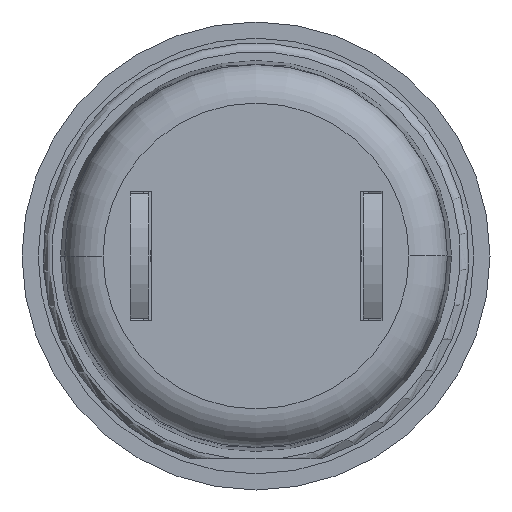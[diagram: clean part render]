
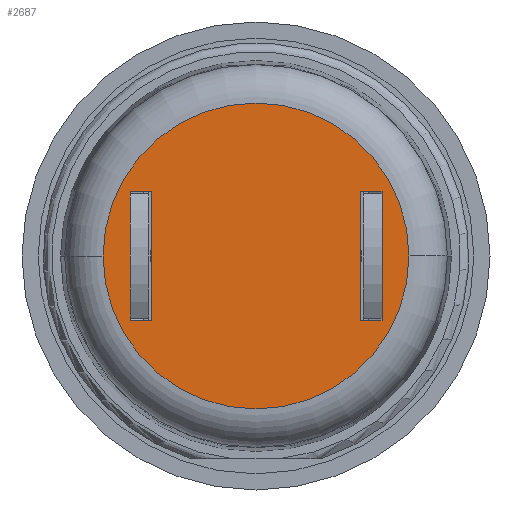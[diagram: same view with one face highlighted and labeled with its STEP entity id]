
A CAD part, front view. The second image highlights one B-rep face of the part: STEP entity #2687.
In plain terms, the highlighted planar face has unit normal (0, -1, 0).
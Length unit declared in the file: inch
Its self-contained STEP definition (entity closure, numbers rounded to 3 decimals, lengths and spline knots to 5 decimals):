
#2467=CARTESIAN_POINT('',(0.,-0.425,0.));
#2468=DIRECTION('',(0.,1.,0.));
#2469=DIRECTION('',(1.,0.,0.));
#2470=AXIS2_PLACEMENT_3D('',#2467,#2468,#2469);
#2472=CARTESIAN_POINT('',(0.,-0.425,0.));
#2473=DIRECTION('',(0.,1.,0.));
#2474=DIRECTION('',(-1.,0.,0.));
#2475=AXIS2_PLACEMENT_3D('',#2472,#2473,#2474);
#2477=DIRECTION('',(-1.,0.,0.));
#2478=VECTOR('',#2477,0.017);
#2479=CARTESIAN_POINT('',(0.1015,-0.425,0.052));
#2480=LINE('',#2479,#2478);
#2481=DIRECTION('',(0.,0.,-1.));
#2482=VECTOR('',#2481,0.104);
#2483=CARTESIAN_POINT('',(0.0845,-0.425,0.052));
#2484=LINE('',#2483,#2482);
#2485=DIRECTION('',(1.,0.,0.));
#2486=VECTOR('',#2485,0.017);
#2487=CARTESIAN_POINT('',(0.0845,-0.425,-0.052));
#2488=LINE('',#2487,#2486);
#2489=DIRECTION('',(0.,0.,1.));
#2490=VECTOR('',#2489,0.104);
#2491=CARTESIAN_POINT('',(0.1015,-0.425,-0.052));
#2492=LINE('',#2491,#2490);
#2493=DIRECTION('',(0.,0.,-1.));
#2494=VECTOR('',#2493,0.104);
#2495=CARTESIAN_POINT('',(-0.1015,-0.425,0.052));
#2496=LINE('',#2495,#2494);
#2497=DIRECTION('',(1.,0.,0.));
#2498=VECTOR('',#2497,0.017);
#2499=CARTESIAN_POINT('',(-0.1015,-0.425,-0.052));
#2500=LINE('',#2499,#2498);
#2501=DIRECTION('',(0.,0.,1.));
#2502=VECTOR('',#2501,0.104);
#2503=CARTESIAN_POINT('',(-0.0845,-0.425,-0.052));
#2504=LINE('',#2503,#2502);
#2505=DIRECTION('',(-1.,0.,0.));
#2506=VECTOR('',#2505,0.017);
#2507=CARTESIAN_POINT('',(-0.0845,-0.425,0.052));
#2508=LINE('',#2507,#2506);
#2624=CARTESIAN_POINT('',(0.1232,-0.425,0.));
#2625=CARTESIAN_POINT('',(-0.1232,-0.425,0.));
#2626=VERTEX_POINT('',#2624);
#2627=VERTEX_POINT('',#2625);
#2628=CARTESIAN_POINT('',(0.1015,-0.425,0.052));
#2629=CARTESIAN_POINT('',(0.0845,-0.425,0.052));
#2630=VERTEX_POINT('',#2628);
#2631=VERTEX_POINT('',#2629);
#2632=CARTESIAN_POINT('',(0.0845,-0.425,-0.052));
#2633=VERTEX_POINT('',#2632);
#2634=CARTESIAN_POINT('',(0.1015,-0.425,-0.052));
#2635=VERTEX_POINT('',#2634);
#2636=CARTESIAN_POINT('',(-0.1015,-0.425,0.052));
#2637=CARTESIAN_POINT('',(-0.1015,-0.425,-0.052));
#2638=VERTEX_POINT('',#2636);
#2639=VERTEX_POINT('',#2637);
#2640=CARTESIAN_POINT('',(-0.0845,-0.425,-0.052));
#2641=VERTEX_POINT('',#2640);
#2642=CARTESIAN_POINT('',(-0.0845,-0.425,0.052));
#2643=VERTEX_POINT('',#2642);
#2656=CARTESIAN_POINT('',(0.,-0.425,0.));
#2657=DIRECTION('',(0.,1.,0.));
#2658=DIRECTION('',(1.,0.,0.));
#2659=AXIS2_PLACEMENT_3D('',#2656,#2657,#2658);
#2660=PLANE('',#2659);
#2662=ORIENTED_EDGE('',*,*,#2661,.T.);
#2664=ORIENTED_EDGE('',*,*,#2663,.T.);
#2665=EDGE_LOOP('',(#2662,#2664));
#2666=FACE_OUTER_BOUND('',#2665,.F.);
#2668=ORIENTED_EDGE('',*,*,#2667,.T.);
#2670=ORIENTED_EDGE('',*,*,#2669,.T.);
#2672=ORIENTED_EDGE('',*,*,#2671,.T.);
#2674=ORIENTED_EDGE('',*,*,#2673,.T.);
#2675=EDGE_LOOP('',(#2668,#2670,#2672,#2674));
#2676=FACE_BOUND('',#2675,.F.);
#2678=ORIENTED_EDGE('',*,*,#2677,.T.);
#2680=ORIENTED_EDGE('',*,*,#2679,.T.);
#2682=ORIENTED_EDGE('',*,*,#2681,.T.);
#2684=ORIENTED_EDGE('',*,*,#2683,.T.);
#2685=EDGE_LOOP('',(#2678,#2680,#2682,#2684));
#2686=FACE_BOUND('',#2685,.F.);
#2687=ADVANCED_FACE('',(#2666,#2676,#2686),#2660,.F.);
#2471=CIRCLE('',#2470,0.1232);
#2476=CIRCLE('',#2475,0.1232);
#2661=EDGE_CURVE('',#2626,#2627,#2471,.T.);
#2663=EDGE_CURVE('',#2627,#2626,#2476,.T.);
#2667=EDGE_CURVE('',#2630,#2631,#2480,.T.);
#2669=EDGE_CURVE('',#2631,#2633,#2484,.T.);
#2671=EDGE_CURVE('',#2633,#2635,#2488,.T.);
#2673=EDGE_CURVE('',#2635,#2630,#2492,.T.);
#2677=EDGE_CURVE('',#2638,#2639,#2496,.T.);
#2679=EDGE_CURVE('',#2639,#2641,#2500,.T.);
#2681=EDGE_CURVE('',#2641,#2643,#2504,.T.);
#2683=EDGE_CURVE('',#2643,#2638,#2508,.T.);
